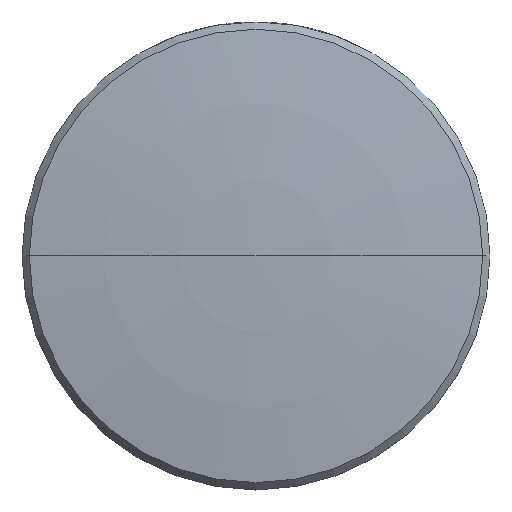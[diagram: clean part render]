
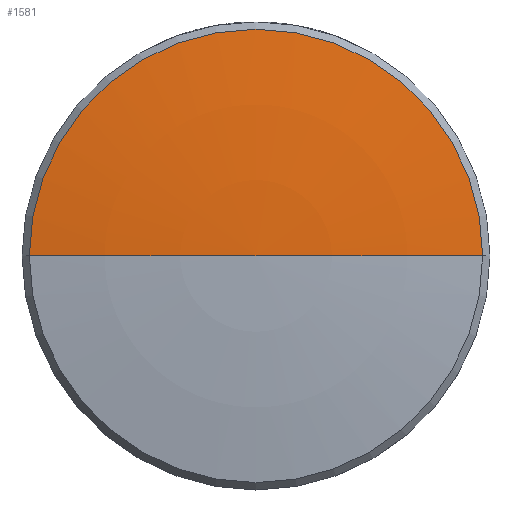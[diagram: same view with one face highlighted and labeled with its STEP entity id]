
A CAD part, top view. The second image highlights one B-rep face of the part: STEP entity #1581.
In plain terms, the highlighted toroidal (fillet/blend) face has major radius 0.002 mm and minor radius 46.01 mm.
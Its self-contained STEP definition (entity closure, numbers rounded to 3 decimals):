
#44 = CARTESIAN_POINT ( 'NONE',  ( 0., 0., 0.707 ) ) ;
#82 = CARTESIAN_POINT ( 'NONE',  ( 0., 0., -44.89 ) ) ;
#124 = CIRCLE ( 'NONE', #150, 6.152 ) ;
#130 = CARTESIAN_POINT ( 'NONE',  ( 0.002, 0., -44.89 ) ) ;
#150 = AXIS2_PLACEMENT_3D ( 'NONE', #44, #318, #176 ) ;
#176 = DIRECTION ( 'NONE',  ( -1., 0., 0. ) ) ;
#268 = CIRCLE ( 'NONE', #1573, 46.01 ) ;
#318 = DIRECTION ( 'NONE',  ( 0., 0., 1. ) ) ;
#512 = FACE_OUTER_BOUND ( 'NONE', #529, .T. ) ;
#513 = VERTEX_POINT ( 'NONE', #954 ) ;
#525 = AXIS2_PLACEMENT_3D ( 'NONE', #82, #1599, #1064 ) ;
#529 = EDGE_LOOP ( 'NONE', ( #665, #1552, #1216 ) ) ;
#553 = CARTESIAN_POINT ( 'NONE',  ( -6.152, 0., 0.707 ) ) ;
#641 = CARTESIAN_POINT ( 'NONE',  ( 6.152, 0., 0.707 ) ) ;
#665 = ORIENTED_EDGE ( 'NONE', *, *, #1023, .T. ) ;
#732 = TOROIDAL_SURFACE ( 'NONE', #525, 0.002, 46.01 ) ;
#880 = DIRECTION ( 'NONE',  ( -1., 0., 0. ) ) ;
#954 = CARTESIAN_POINT ( 'NONE',  ( 0., 0., 1.12 ) ) ;
#1023 = EDGE_CURVE ( 'NONE', #1634, #1274, #124, .T. ) ;
#1064 = DIRECTION ( 'NONE',  ( 1., 0., 0. ) ) ;
#1125 = CIRCLE ( 'NONE', #1685, 46.01 ) ;
#1216 = ORIENTED_EDGE ( 'NONE', *, *, #1655, .F. ) ;
#1274 = VERTEX_POINT ( 'NONE', #553 ) ;
#1306 = CARTESIAN_POINT ( 'NONE',  ( -0.002, 0., -44.89 ) ) ;
#1380 = EDGE_CURVE ( 'NONE', #1274, #513, #268, .T. ) ;
#1381 = DIRECTION ( 'NONE',  ( 0., -1., 0. ) ) ;
#1552 = ORIENTED_EDGE ( 'NONE', *, *, #1380, .T. ) ;
#1573 = AXIS2_PLACEMENT_3D ( 'NONE', #1306, #1714, #880 ) ;
#1581 = ADVANCED_FACE ( 'NONE', ( #512 ), #732, .T. ) ;
#1599 = DIRECTION ( 'NONE',  ( 0., 0., 1. ) ) ;
#1634 = VERTEX_POINT ( 'NONE', #641 ) ;
#1655 = EDGE_CURVE ( 'NONE', #1634, #513, #1125, .T. ) ;
#1660 = DIRECTION ( 'NONE',  ( 0., 0., -1. ) ) ;
#1685 = AXIS2_PLACEMENT_3D ( 'NONE', #130, #1381, #1660 ) ;
#1714 = DIRECTION ( 'NONE',  ( 0., 1., 0. ) ) ;
